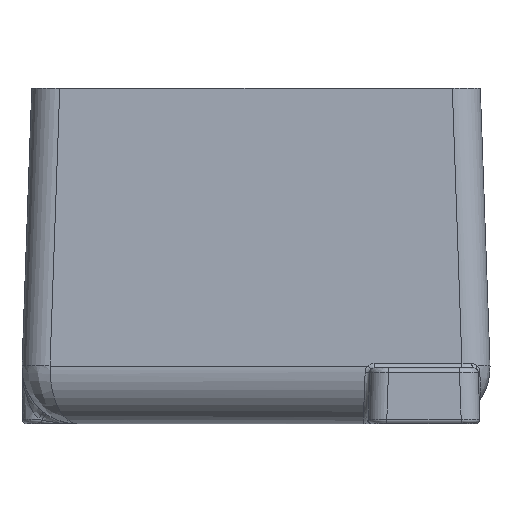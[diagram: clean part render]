
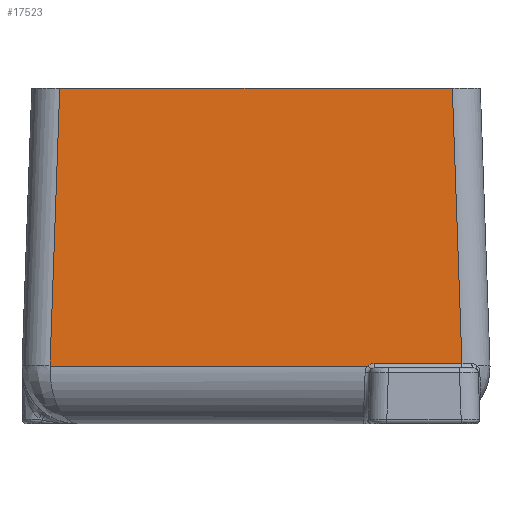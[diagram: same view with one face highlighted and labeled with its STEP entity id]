
A CAD part, left-side view. The second image highlights one B-rep face of the part: STEP entity #17523.
In plain terms, the highlighted planar face has unit normal (-0.999, 0, 0.035).
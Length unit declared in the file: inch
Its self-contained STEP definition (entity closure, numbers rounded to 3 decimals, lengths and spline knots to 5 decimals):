
#1302=ELLIPSE('',#18605,0.06254,0.0625);
#1372=LINE('',#22866,#2970);
#1382=LINE('',#22914,#2980);
#1383=LINE('',#22916,#2981);
#1384=LINE('',#22920,#2982);
#1385=LINE('',#22921,#2983);
#2970=VECTOR('',#19512,2.62959);
#2980=VECTOR('',#19552,1.86418);
#2981=VECTOR('',#19553,2.13016);
#2982=VECTOR('',#19556,0.58595);
#2983=VECTOR('',#19557,1.84709);
#4567=PLANE('',#18604);
#5177=FACE_OUTER_BOUND('',#6236,.T.);
#6236=EDGE_LOOP('',(#12078,#12079,#12080,#12081,#12082,#12083));
#7595=VERTEX_POINT('',#22863);
#7596=VERTEX_POINT('',#22865);
#7619=VERTEX_POINT('',#22913);
#7620=VERTEX_POINT('',#22915);
#7621=VERTEX_POINT('',#22917);
#7622=VERTEX_POINT('',#22919);
#9348=EDGE_CURVE('',#7596,#7595,#1372,.T.);
#9372=EDGE_CURVE('',#7619,#7595,#1382,.T.);
#9373=EDGE_CURVE('',#7620,#7619,#1383,.T.);
#9374=EDGE_CURVE('',#7621,#7620,#1302,.T.);
#9375=EDGE_CURVE('',#7622,#7621,#1384,.T.);
#9376=EDGE_CURVE('',#7596,#7622,#1385,.T.);
#12078=ORIENTED_EDGE('',*,*,#9348,.T.);
#12079=ORIENTED_EDGE('',*,*,#9372,.F.);
#12080=ORIENTED_EDGE('',*,*,#9373,.F.);
#12081=ORIENTED_EDGE('',*,*,#9374,.F.);
#12082=ORIENTED_EDGE('',*,*,#9375,.F.);
#12083=ORIENTED_EDGE('',*,*,#9376,.F.);
#17523=ADVANCED_FACE('',(#5177),#4567,.T.);
#18604=AXIS2_PLACEMENT_3D('',#22912,#19550,#19551);
#18605=AXIS2_PLACEMENT_3D('',#22918,#19554,#19555);
#19512=DIRECTION('',(0.,1.,0.));
#19550=DIRECTION('center_axis',(-0.999,0.,0.035));
#19551=DIRECTION('ref_axis',(0.,1.,0.));
#19552=DIRECTION('',(0.035,-0.035,0.999));
#19553=DIRECTION('',(0.,1.,0.));
#19554=DIRECTION('center_axis',(-0.999,0.,0.035));
#19555=DIRECTION('ref_axis',(0.035,0.,0.999));
#19556=DIRECTION('',(0.,1.,0.));
#19557=DIRECTION('',(-0.035,-0.035,-0.999));
#22863=CARTESIAN_POINT('',(-2.31468,1.3148,-0.0625));
#22865=CARTESIAN_POINT('',(-2.31468,-1.3148,-0.0625));
#22866=CARTESIAN_POINT('',(-2.31468,-1.86711,-0.0625));
#22912=CARTESIAN_POINT('Origin',(-2.3125,-1.5,0.));
#22913=CARTESIAN_POINT('',(-2.3797,1.37982,-1.92441));
#22914=CARTESIAN_POINT('',(-2.3109,1.31102,0.04573));
#22915=CARTESIAN_POINT('',(-2.3797,-0.75035,-1.92441));
#22916=CARTESIAN_POINT('',(-2.3797,-0.75,-1.92441));
#22917=CARTESIAN_POINT('',(-2.37911,-0.79327,-1.90734));
#22918=CARTESIAN_POINT('Origin',(-2.38129,-0.79327,-1.96984));
#22919=CARTESIAN_POINT('',(-2.37911,-1.37922,-1.90734));
#22920=CARTESIAN_POINT('',(-2.37911,-1.3125,-1.90734));
#22921=CARTESIAN_POINT('',(-2.30991,-1.31003,0.07403));
